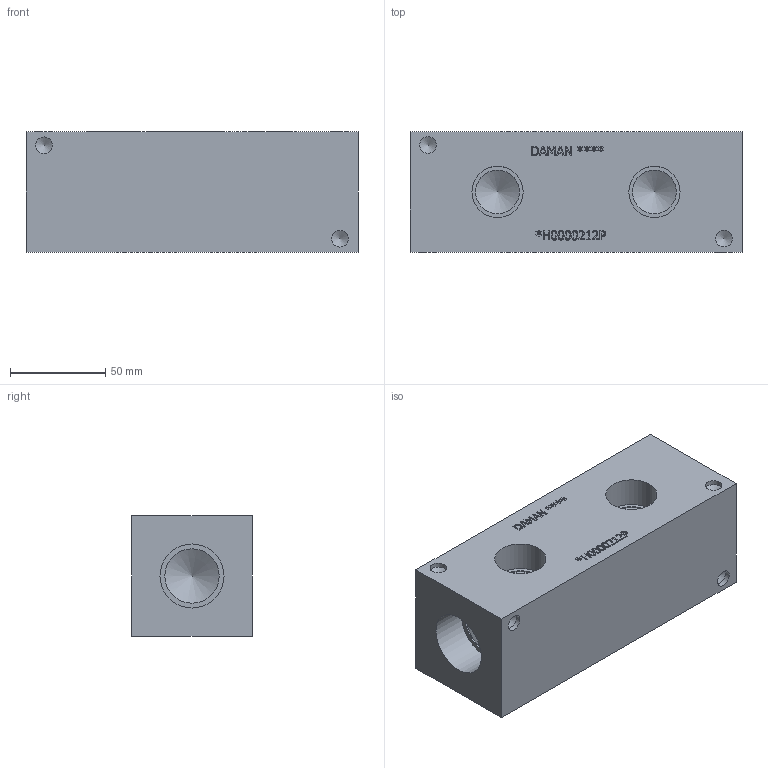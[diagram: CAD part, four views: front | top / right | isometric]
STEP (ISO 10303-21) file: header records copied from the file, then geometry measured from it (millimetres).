
FILE_DESCRIPTION(/* description */ (''),/* implementation_level */ '2;1');
FILE_NAME(/* name */ '_H0000212P.stp',/* time_stamp */ '2022-09-06T07:54:45-04:00',/* author */ ('bobbyh'),/* organization */ (''),/* preprocessor_version */ 'ST-DEVELOPER v18',/* originating_system */ 'Autodesk Inventor 2020',/* authorisation */ '');
FILE_SCHEMA (('AUTOMOTIVE_DESIGN { 1 0 10303 214 3 1 1 }'));
Length unit declared in the file: millimetre
Products named in the file (1): Part_+H0000212P_3D
Bounding box: 174.62 x 63.5 x 63.5 mm (x, y, z)
Volume: 644389.1 mm3; surface area: 60026.9 mm2
Topology: 1 solids, 1 shells, 327 faces, 894 edges, 600 vertices
Faces by surface type: plane 220, bspline 87, cylinder 12, cone 8
Full cylindrical faces by diameter (mm): 8.738 x4, 23.012 x2, 26.924 x2, 28.575 x2, 33.706 x2
Entity records: 11003 total; most frequent: CARTESIAN_POINT 2945, ORIENTED_EDGE 1772, DIRECTION 1238, EDGE_CURVE 886, LINE 668, VECTOR 668, VERTEX_POINT 600, EDGE_LOOP 366
